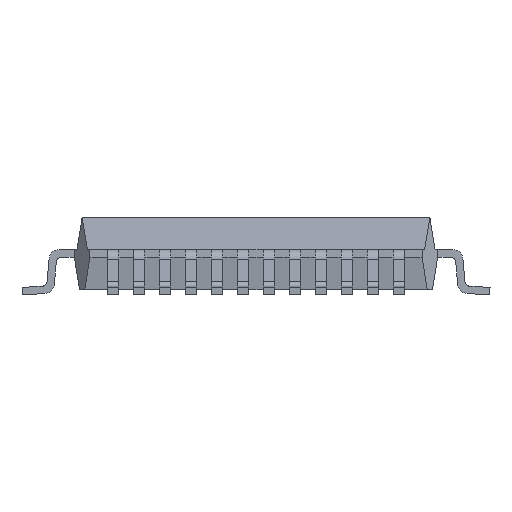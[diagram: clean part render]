
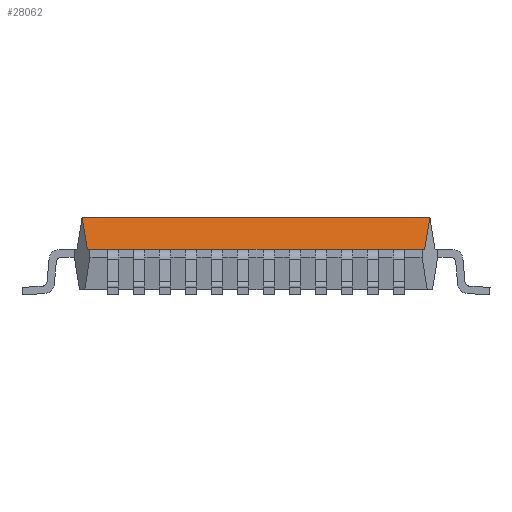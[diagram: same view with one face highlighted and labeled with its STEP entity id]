
A CAD part, front view. The second image highlights one B-rep face of the part: STEP entity #28062.
In plain terms, the highlighted planar face has unit normal (0, -0.987, 0.16).
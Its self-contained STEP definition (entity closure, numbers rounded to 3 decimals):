
#2080=PLANE('',#29496);
#3490=FACE_OUTER_BOUND('',#5002,.T.);
#5002=EDGE_LOOP('',(#25477,#25478,#25479,#25480));
#6449=LINE('',#47691,#9214);
#7568=LINE('',#50662,#10333);
#7569=LINE('',#50664,#10334);
#7570=LINE('',#50665,#10335);
#9214=VECTOR('',#31775,10.);
#10333=VECTOR('',#34670,10.);
#10334=VECTOR('',#34673,10.);
#10335=VECTOR('',#34674,10.);
#12693=VERTEX_POINT('',#47688);
#12694=VERTEX_POINT('',#47690);
#13657=VERTEX_POINT('',#50658);
#13658=VERTEX_POINT('',#50660);
#16178=EDGE_CURVE('',#12694,#12693,#6449,.T.);
#17659=EDGE_CURVE('',#13658,#13657,#7568,.T.);
#17660=EDGE_CURVE('',#12693,#13657,#7569,.T.);
#17661=EDGE_CURVE('',#13658,#12694,#7570,.T.);
#25477=ORIENTED_EDGE('',*,*,#17660,.T.);
#25478=ORIENTED_EDGE('',*,*,#17659,.F.);
#25479=ORIENTED_EDGE('',*,*,#17661,.T.);
#25480=ORIENTED_EDGE('',*,*,#16178,.T.);
#28062=ADVANCED_FACE('',(#3490),#2080,.F.);
#29496=AXIS2_PLACEMENT_3D('',#50663,#34671,#34672);
#31775=DIRECTION('',(-1.,0.,0.));
#34670=DIRECTION('',(-1.,0.,0.));
#34671=DIRECTION('center_axis',(0.,0.987,
-0.16));
#34672=DIRECTION('ref_axis',(0.,-0.16,-0.987));
#34673=DIRECTION('',(0.158,-0.158,-0.975));
#34674=DIRECTION('',(0.158,0.158,0.975));
#47688=CARTESIAN_POINT('',(0.15,0.15,1.5));
#47690=CARTESIAN_POINT('',(6.85,0.15,1.5));
#47691=CARTESIAN_POINT('',(5.25,0.15,1.5));
#50658=CARTESIAN_POINT('',(0.25,0.05,0.883));
#50660=CARTESIAN_POINT('',(6.75,0.05,0.883));
#50662=CARTESIAN_POINT('',(7.,0.05,0.883));
#50663=CARTESIAN_POINT('Origin',(7.,0.15,1.5));
#50664=CARTESIAN_POINT('',(0.343,-0.043,0.308));
#50665=CARTESIAN_POINT('',(6.744,0.044,0.846));
